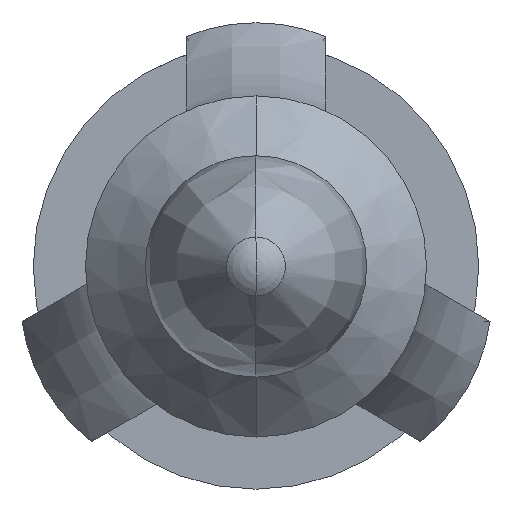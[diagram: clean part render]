
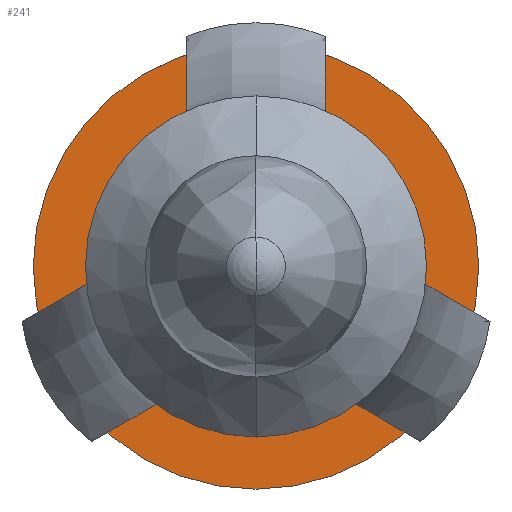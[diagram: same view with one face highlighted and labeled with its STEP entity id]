
A CAD part, left-side view. The second image highlights one B-rep face of the part: STEP entity #241.
In plain terms, the highlighted planar face has unit normal (-1, 0, 0).
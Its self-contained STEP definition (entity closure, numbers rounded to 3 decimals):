
#46=FACE_BOUND('',#389,.T.);
#47=FACE_BOUND('',#390,.T.);
#137=CIRCLE('',#1171,1.);
#140=CIRCLE('',#1177,1.);
#141=CIRCLE('',#1179,1.6);
#142=CIRCLE('',#1180,1.6);
#241=ADVANCED_FACE('',(#46,#47),#275,.F.);
#275=PLANE('',#1181);
#389=EDGE_LOOP('',(#655,#656));
#390=EDGE_LOOP('',(#657,#658));
#655=ORIENTED_EDGE('',*,*,#938,.F.);
#656=ORIENTED_EDGE('',*,*,#944,.F.);
#657=ORIENTED_EDGE('',*,*,#945,.F.);
#658=ORIENTED_EDGE('',*,*,#946,.F.);
#795=VERTEX_POINT('',#2322);
#796=VERTEX_POINT('',#2324);
#799=VERTEX_POINT('',#2338);
#800=VERTEX_POINT('',#2339);
#938=EDGE_CURVE('',#795,#796,#137,.T.);
#944=EDGE_CURVE('',#796,#795,#140,.T.);
#945=EDGE_CURVE('',#799,#800,#141,.T.);
#946=EDGE_CURVE('',#800,#799,#142,.T.);
#1171=AXIS2_PLACEMENT_3D('',#2323,#1424,#1425);
#1177=AXIS2_PLACEMENT_3D('',#2335,#1439,#1440);
#1179=AXIS2_PLACEMENT_3D('',#2337,#1443,#1444);
#1180=AXIS2_PLACEMENT_3D('',#2340,#1445,#1446);
#1181=AXIS2_PLACEMENT_3D('',#2341,#1447,#1448);
#1424=DIRECTION('',(-1.,0.,0.));
#1425=DIRECTION('',(0.,0.,-1.));
#1439=DIRECTION('',(-1.,0.,0.));
#1440=DIRECTION('',(0.,0.,1.));
#1443=DIRECTION('',(1.,0.,0.));
#1444=DIRECTION('',(0.,0.,-1.));
#1445=DIRECTION('',(1.,0.,0.));
#1446=DIRECTION('',(0.,0.,1.));
#1447=DIRECTION('',(1.,0.,0.));
#1448=DIRECTION('',(0.,0.,-1.));
#2322=CARTESIAN_POINT('',(0.,0.,-1.));
#2323=CARTESIAN_POINT('',(0.,0.,0.));
#2324=CARTESIAN_POINT('',(0.,0.,1.));
#2335=CARTESIAN_POINT('',(0.,0.,0.));
#2337=CARTESIAN_POINT('',(0.,0.,0.));
#2338=CARTESIAN_POINT('',(0.,0.,-1.6));
#2339=CARTESIAN_POINT('',(0.,0.,1.6));
#2340=CARTESIAN_POINT('',(0.,0.,0.));
#2341=CARTESIAN_POINT('',(0.,0.,0.));
